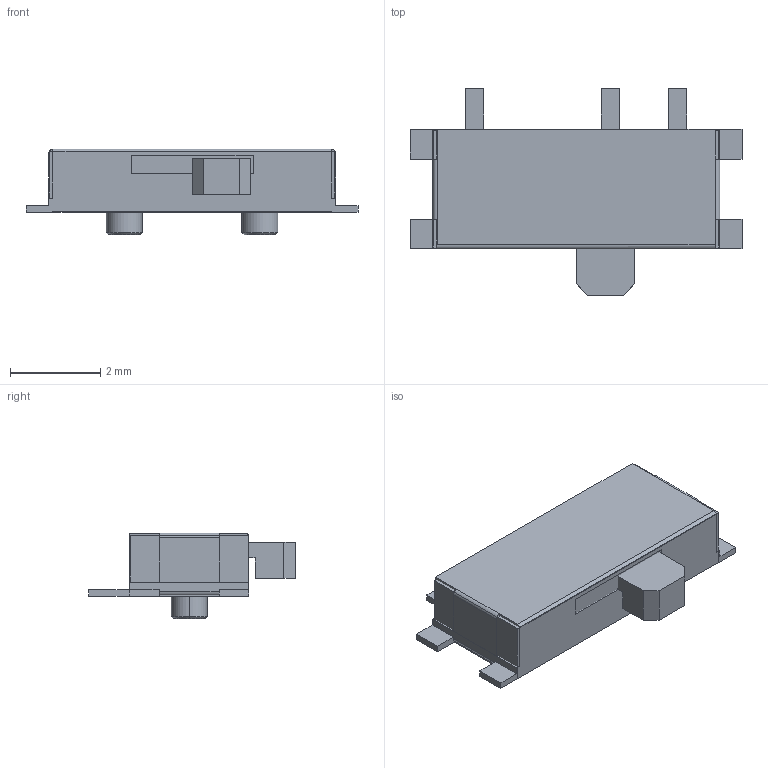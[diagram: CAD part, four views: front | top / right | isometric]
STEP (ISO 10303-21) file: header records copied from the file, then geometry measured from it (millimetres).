
FILE_DESCRIPTION (( 'STEP AP214' ), '1' );
FILE_NAME ('User Library-pcm12smtr.STEP', '2016-07-09T21:55:09', ( 'Windows User' ), ( '' ), 'SwSTEP 2.0', 'SolidWorks 2016', '' );
FILE_SCHEMA (( 'AUTOMOTIVE_DESIGN' ));
Length unit declared in the file: centimetre
Products named in the file (5): User Library-pcm12smtr_pcm12smtr_slider; User Library-pcm12smtr_pcm12smtr_pins; User Library-pcm12smtr_pcm12smtr_shield; User Library-pcm12smtr_pcm12smtr_body; User Library-pcm12smtr
Assembly tree (4 placements, depth 2):
  User Library-pcm12smtr
    User Library-pcm12smtr_pcm12smtr_body
    User Library-pcm12smtr_pcm12smtr_shield
    User Library-pcm12smtr_pcm12smtr_pins
    User Library-pcm12smtr_pcm12smtr_slider
Bounding box: 7.35 x 4.57 x 1.9 mm (x, y, z)
Volume: 45.3 mm3; surface area: 143.5 mm2
Topology: 6 solids, 6 shells, 96 faces, 239 edges, 158 vertices
Faces by surface type: plane 83, cylinder 9, cone 4
Entity records: 4089 total; most frequent: CARTESIAN_POINT 503, ORIENTED_EDGE 478, DIRECTION 469, EDGE_CURVE 239, VECTOR 213, LINE 213, VERTEX_POINT 158, AXIS2_PLACEMENT_3D 128
